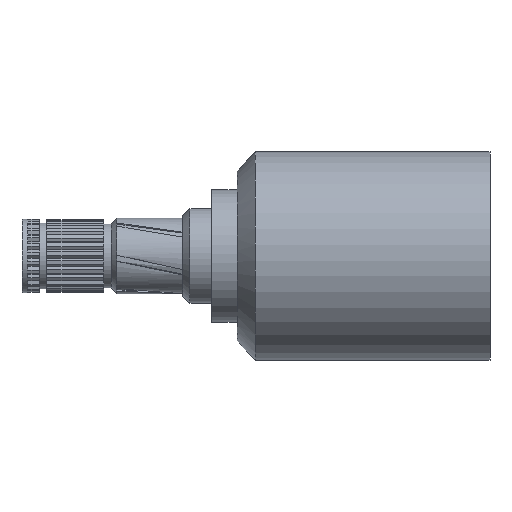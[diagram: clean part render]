
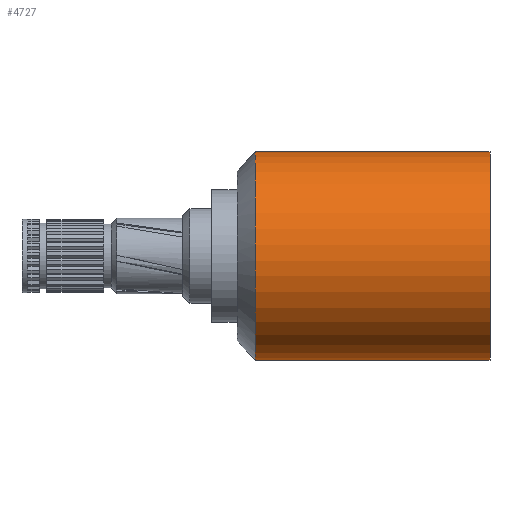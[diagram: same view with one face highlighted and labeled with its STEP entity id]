
A CAD part, left-side view. The second image highlights one B-rep face of the part: STEP entity #4727.
In plain terms, the highlighted free-form (B-spline) face has degree [2, 1] with [5, 2] control points.
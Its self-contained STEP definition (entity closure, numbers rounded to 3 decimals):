
#292 = VERTEX_POINT('',#293);
#293 = CARTESIAN_POINT('',(0.,64.809,-28.758));
#294 = VERTEX_POINT('',#295);
#295 = CARTESIAN_POINT('',(0.,64.809,
    28.758));
#303 = EDGE_CURVE('',#294,#304,#306,.T.);
#304 = VERTEX_POINT('',#305);
#305 = CARTESIAN_POINT('',(0.,0.,28.758));
#306 = B_SPLINE_CURVE_WITH_KNOTS('',1,(#307,#308),.UNSPECIFIED.,.F.,.F.,
  (2,2),(-80.762,-0.),.PIECEWISE_BEZIER_KNOTS.);
#307 = CARTESIAN_POINT('',(0.,64.809,
    28.758));
#308 = CARTESIAN_POINT('',(0.,0.,28.758));
#311 = VERTEX_POINT('',#312);
#312 = CARTESIAN_POINT('',(0.,0.,-28.758));
#320 = EDGE_CURVE('',#292,#311,#321,.T.);
#321 = B_SPLINE_CURVE_WITH_KNOTS('',1,(#322,#323),.UNSPECIFIED.,.F.,.F.,
  (2,2),(-80.762,-0.),.PIECEWISE_BEZIER_KNOTS.);
#322 = CARTESIAN_POINT('',(0.,64.809,-28.758));
#323 = CARTESIAN_POINT('',(0.,0.,-28.758));
#4709 = EDGE_CURVE('',#294,#292,#4710,.T.);
#4710 = ( BOUNDED_CURVE() B_SPLINE_CURVE(2,(#4711,#4712,#4713,#4714,
#4715),.UNSPECIFIED.,.F.,.F.) B_SPLINE_CURVE_WITH_KNOTS((3,2,3),(
    3.142,4.712,6.283),
.PIECEWISE_BEZIER_KNOTS.) CURVE() GEOMETRIC_REPRESENTATION_ITEM() 
RATIONAL_B_SPLINE_CURVE((1.,0.707,1.,0.707,1.)) 
REPRESENTATION_ITEM('') );
#4711 = CARTESIAN_POINT('',(0.,64.809,
    28.758));
#4712 = CARTESIAN_POINT('',(-28.758,64.809,
    28.758));
#4713 = CARTESIAN_POINT('',(-28.758,64.809,
    0.));
#4714 = CARTESIAN_POINT('',(-28.758,64.809,
    -28.758));
#4715 = CARTESIAN_POINT('',(0.,64.809,
    -28.758));
#4727 = ADVANCED_FACE('',(#4728),#4741,.T.);
#4728 = FACE_BOUND('',#4729,.T.);
#4729 = EDGE_LOOP('',(#4730,#4731,#4732,#4733));
#4730 = ORIENTED_EDGE('',*,*,#303,.F.);
#4731 = ORIENTED_EDGE('',*,*,#4709,.T.);
#4732 = ORIENTED_EDGE('',*,*,#320,.T.);
#4733 = ORIENTED_EDGE('',*,*,#4734,.F.);
#4734 = EDGE_CURVE('',#304,#311,#4735,.T.);
#4735 = ( BOUNDED_CURVE() B_SPLINE_CURVE(2,(#4736,#4737,#4738,#4739,
#4740),.UNSPECIFIED.,.F.,.F.) B_SPLINE_CURVE_WITH_KNOTS((3,2,3),(
    3.142,4.712,6.283),
.PIECEWISE_BEZIER_KNOTS.) CURVE() GEOMETRIC_REPRESENTATION_ITEM() 
RATIONAL_B_SPLINE_CURVE((1.,0.707,1.,0.707,1.)) 
REPRESENTATION_ITEM('') );
#4736 = CARTESIAN_POINT('',(0.,0.,28.758));
#4737 = CARTESIAN_POINT('',(-28.758,0.,28.758));
#4738 = CARTESIAN_POINT('',(-28.758,0.,0.));
#4739 = CARTESIAN_POINT('',(-28.758,0.,-28.758));
#4740 = CARTESIAN_POINT('',(0.,0.,-28.758));
#4741 = ( BOUNDED_SURFACE() B_SPLINE_SURFACE(2,1,(
    (#4742,#4743)
    ,(#4744,#4745)
    ,(#4746,#4747)
    ,(#4748,#4749)
    ,(#4750,#4751
)),.UNSPECIFIED.,.F.,.F.,.F.) B_SPLINE_SURFACE_WITH_KNOTS((3,2,3),(2,2),
  (3.142,4.712,6.283),(-80.762,0.),
.PIECEWISE_BEZIER_KNOTS.) GEOMETRIC_REPRESENTATION_ITEM() 
RATIONAL_B_SPLINE_SURFACE((
    (1.,1.)
    ,(0.707,0.707)
    ,(1.,1.)
    ,(0.707,0.707)
,(1.,1.))) REPRESENTATION_ITEM('') SURFACE() );
#4742 = CARTESIAN_POINT('',(0.,64.809,
    28.758));
#4743 = CARTESIAN_POINT('',(0.,0.,28.758));
#4744 = CARTESIAN_POINT('',(-28.758,64.809,
    28.758));
#4745 = CARTESIAN_POINT('',(-28.758,0.,28.758));
#4746 = CARTESIAN_POINT('',(-28.758,64.809,
    0.));
#4747 = CARTESIAN_POINT('',(-28.758,0.,0.));
#4748 = CARTESIAN_POINT('',(-28.758,64.809,
    -28.758));
#4749 = CARTESIAN_POINT('',(-28.758,0.,-28.758));
#4750 = CARTESIAN_POINT('',(0.,64.809,
    -28.758));
#4751 = CARTESIAN_POINT('',(0.,0.,-28.758));
